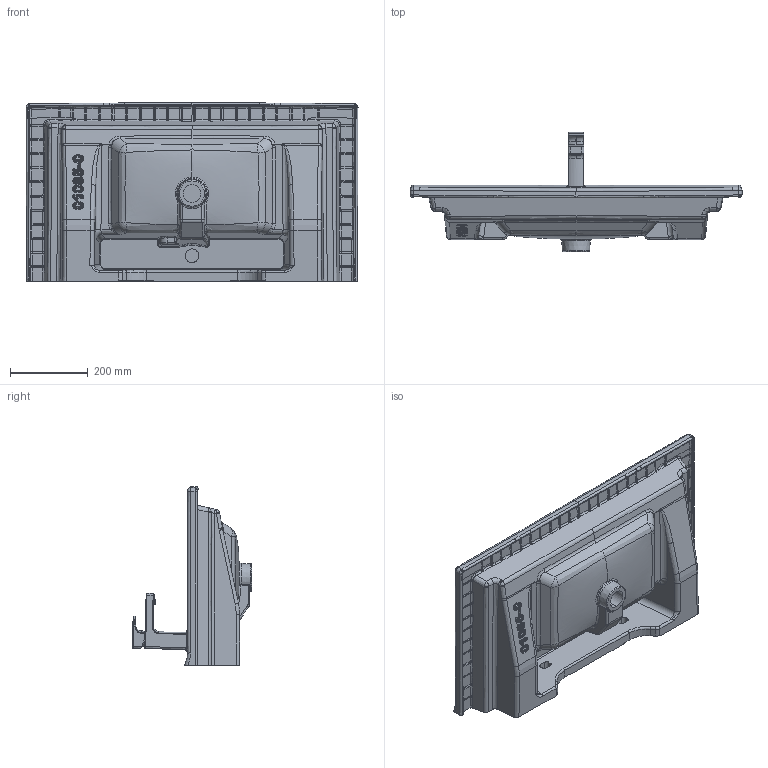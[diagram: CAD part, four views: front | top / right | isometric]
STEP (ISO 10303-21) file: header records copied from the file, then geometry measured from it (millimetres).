
FILE_DESCRIPTION(/* description */ (''),/* implementation_level */ '2;1');
FILE_NAME(/* name */ 'Trio 85 cm Armaturlu Tapali.stp',/* time_stamp */ '2022-08-06T00:19:31+03:00',/* author */ (''),/* organization */ (''),/* preprocessor_version */ 'ST-DEVELOPER v16.7',/* originating_system */ 'SIEMENS PLM Software NX 12.0',/* authorisation */ '');
FILE_SCHEMA (('AUTOMOTIVE_DESIGN { 1 0 10303 214 3 1 1 1 }'));
Products named in the file (3): model152; Faucet_00153; Trio_85_Armtr_Tpl_stp
Assembly tree (2 placements, depth 2):
  Trio_85_Armtr_Tpl_stp
    Faucet_00153
    model152
Bounding box: 851.81 x 305.96 x 457.83 mm (x, y, z)
Volume: 17868517.8 mm3; surface area: 1275961.8 mm2
Topology: 3 solids, 3 shells, 1168 faces, 2785 edges, 1617 vertices
Faces by surface type: bspline 879, cylinder 128, plane 79, sphere 38, torus 37, cone 7
Entity records: 129148 total; most frequent: CARTESIAN_POINT 108530, ORIENTED_EDGE 5514, EDGE_CURVE 2757, DIRECTION 2565, VERTEX_POINT 1615, B_SPLINE_CURVE_WITH_KNOTS 1463, EDGE_LOOP 1192, ADVANCED_FACE 1168
